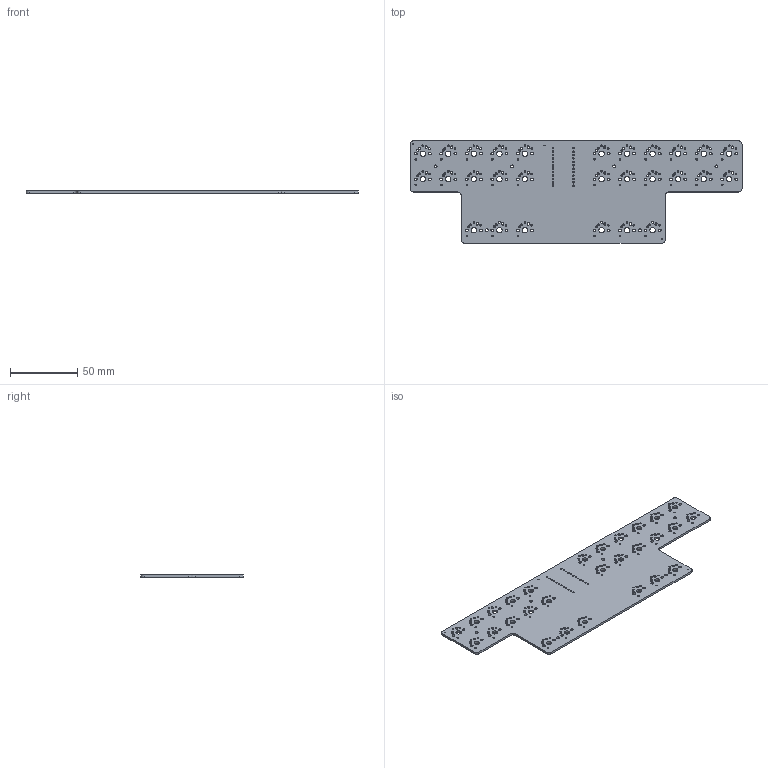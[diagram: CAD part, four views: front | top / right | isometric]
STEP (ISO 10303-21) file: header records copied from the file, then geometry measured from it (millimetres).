
FILE_DESCRIPTION(('KiCad electronic assembly'),'2;1');
FILE_NAME('unisplit_orthosteno.step','2021-06-04T13:27:39',('Pcbnew'),( 'Kicad'),'Open CASCADE STEP processor 7.5','KiCad to STEP converter' ,'Unknown');
FILE_SCHEMA(('AUTOMOTIVE_DESIGN { 1 0 10303 214 1 1 1 1 }'));
Length unit declared in the file: millimetre
Products named in the file (2): unisplit_orthosteno 1; COMPOUND
Assembly tree (1 placements, depth 2):
  unisplit_orthosteno 1
    COMPOUND
Bounding box: 247.65 x 76.2 x 1.6 mm (x, y, z)
Volume: 23052.6 mm3; surface area: 32354.6 mm2
Topology: 1 solids, 1 shells, 500 faces, 1494 edges, 996 vertices
Faces by surface type: cylinder 490, plane 10
Full cylindrical faces by diameter (mm): 0.2 x2, 1.092 x24, 1.152 x2, 1.2 x84, 1.47 x56, 2.2 x6, 3.988 x28
Entity records: 37715 total; most frequent: CARTESIAN_POINT 6316, DIRECTION 6130, ORIENTED_EDGE 2988, PCURVE 2988, DEFINITIONAL_REPRESENTATION 2988, LINE 2186, VECTOR 2186, CIRCLE 1960
